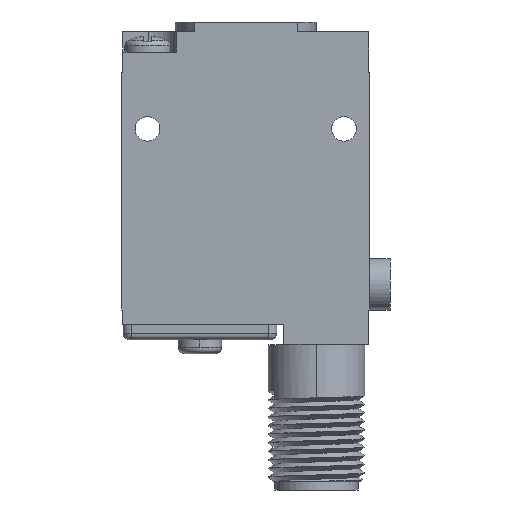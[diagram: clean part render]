
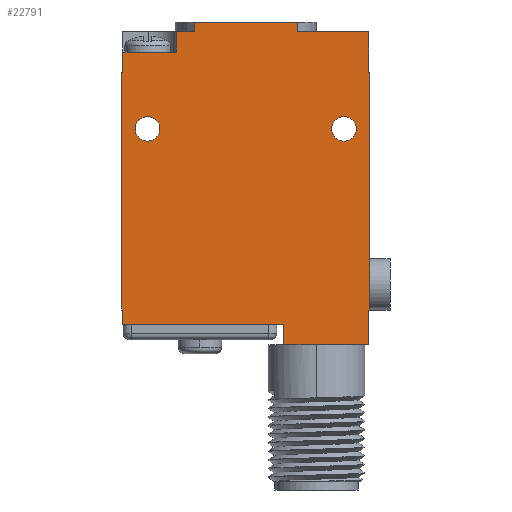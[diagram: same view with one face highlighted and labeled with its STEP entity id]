
A CAD part, left-side view. The second image highlights one B-rep face of the part: STEP entity #22791.
In plain terms, the highlighted planar face has unit normal (-1, 0, 0).
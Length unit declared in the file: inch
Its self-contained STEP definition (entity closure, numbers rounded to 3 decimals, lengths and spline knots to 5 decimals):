
#4635=DIRECTION('',(0.,1.,0.));
#4636=VECTOR('',#4635,0.785);
#4637=CARTESIAN_POINT('',(-0.236,0.42,-1.23));
#4638=LINE('',#4637,#4636);
#4780=DIRECTION('',(0.,0.,-1.));
#4781=VECTOR('',#4780,0.1);
#4782=CARTESIAN_POINT('',(-0.236,0.42,-1.23));
#4783=LINE('',#4782,#4781);
#4784=DIRECTION('',(0.,1.,0.));
#4785=VECTOR('',#4784,0.005);
#4786=CARTESIAN_POINT('',(-0.236,1.205,-1.16));
#4787=LINE('',#4786,#4785);
#4788=DIRECTION('',(0.,0.,1.));
#4789=VECTOR('',#4788,1.16);
#4790=CARTESIAN_POINT('',(-0.236,1.21,-1.16));
#4791=LINE('',#4790,#4789);
#4792=DIRECTION('',(0.,-1.,0.));
#4793=VECTOR('',#4792,0.005);
#4794=CARTESIAN_POINT('',(-0.236,1.21,0.));
#4795=LINE('',#4794,#4793);
#4796=DIRECTION('',(0.,-1.,0.));
#4797=VECTOR('',#4796,0.263);
#4798=CARTESIAN_POINT('',(-0.236,1.205,0.1));
#4799=LINE('',#4798,#4797);
#4800=DIRECTION('',(0.,0.,-1.));
#4801=VECTOR('',#4800,0.1);
#4802=CARTESIAN_POINT('',(-0.236,0.942,0.2));
#4803=LINE('',#4802,#4801);
#4804=DIRECTION('',(0.,0.,1.));
#4805=VECTOR('',#4804,0.047);
#4806=CARTESIAN_POINT('',(-0.236,0.85665,0.2));
#4807=LINE('',#4806,#4805);
#4808=DIRECTION('',(0.,0.,-1.));
#4809=VECTOR('',#4808,0.2);
#4810=CARTESIAN_POINT('',(-0.236,0.005,0.2));
#4811=LINE('',#4810,#4809);
#4812=DIRECTION('',(0.,-1.,0.));
#4813=VECTOR('',#4812,0.005);
#4814=CARTESIAN_POINT('',(-0.236,0.005,0.));
#4815=LINE('',#4814,#4813);
#4816=DIRECTION('',(0.,0.,-1.));
#4817=VECTOR('',#4816,1.16);
#4818=CARTESIAN_POINT('',(-0.236,0.,0.));
#4819=LINE('',#4818,#4817);
#4820=DIRECTION('',(0.,1.,0.));
#4821=VECTOR('',#4820,0.005);
#4822=CARTESIAN_POINT('',(-0.236,0.,-1.16));
#4823=LINE('',#4822,#4821);
#4824=DIRECTION('',(0.,0.,-1.));
#4825=VECTOR('',#4824,0.17);
#4826=CARTESIAN_POINT('',(-0.236,0.005,-1.16));
#4827=LINE('',#4826,#4825);
#4828=CARTESIAN_POINT('',(-0.236,1.085,-0.275));
#4829=DIRECTION('',(1.,0.,0.));
#4830=DIRECTION('',(0.,0.,-1.));
#4831=AXIS2_PLACEMENT_3D('',#4828,#4829,#4830);
#4833=CARTESIAN_POINT('',(-0.236,1.085,-0.275));
#4834=DIRECTION('',(1.,0.,0.));
#4835=DIRECTION('',(0.,0.,1.));
#4836=AXIS2_PLACEMENT_3D('',#4833,#4834,#4835);
#4838=CARTESIAN_POINT('',(-0.236,0.125,-0.275));
#4839=DIRECTION('',(1.,0.,0.));
#4840=DIRECTION('',(0.,0.,-1.));
#4841=AXIS2_PLACEMENT_3D('',#4838,#4839,#4840);
#4843=CARTESIAN_POINT('',(-0.236,0.125,-0.275));
#4844=DIRECTION('',(1.,0.,0.));
#4845=DIRECTION('',(0.,0.,1.));
#4846=AXIS2_PLACEMENT_3D('',#4843,#4844,#4845);
#4853=DIRECTION('',(0.,1.,0.));
#4854=VECTOR('',#4853,0.255);
#4855=CARTESIAN_POINT('',(-0.236,0.005,-1.33));
#4856=LINE('',#4855,#4854);
#8222=DIRECTION('',(0.,1.,0.));
#8223=VECTOR('',#8222,0.34835);
#8224=CARTESIAN_POINT('',(-0.236,0.005,0.2));
#8225=LINE('',#8224,#8223);
#8544=DIRECTION('',(0.,0.,1.));
#8545=VECTOR('',#8544,0.047);
#8546=CARTESIAN_POINT('',(-0.236,0.35335,0.2));
#8547=LINE('',#8546,#8545);
#8557=DIRECTION('',(0.,-1.,0.));
#8558=VECTOR('',#8557,0.50331);
#8559=CARTESIAN_POINT('',(-0.236,0.85665,0.247));
#8560=LINE('',#8559,#8558);
#8612=DIRECTION('',(0.,1.,0.));
#8613=VECTOR('',#8612,0.08535);
#8614=CARTESIAN_POINT('',(-0.236,0.85665,0.2));
#8615=LINE('',#8614,#8613);
#8655=DIRECTION('',(0.,0.,-1.));
#8656=VECTOR('',#8655,0.1);
#8657=CARTESIAN_POINT('',(-0.236,1.205,0.1));
#8658=LINE('',#8657,#8656);
#8675=DIRECTION('',(0.,0.,-1.));
#8676=VECTOR('',#8675,0.07);
#8677=CARTESIAN_POINT('',(-0.236,1.205,-1.16));
#8678=LINE('',#8677,#8676);
#9100=DIRECTION('',(0.,1.,0.));
#9101=VECTOR('',#9100,0.16);
#9102=CARTESIAN_POINT('',(-0.236,0.26,-1.33));
#9103=LINE('',#9102,#9101);
#13560=CARTESIAN_POINT('',(-0.236,0.,0.));
#13561=CARTESIAN_POINT('',(-0.236,0.,-1.16));
#13562=VERTEX_POINT('',#13560);
#13563=VERTEX_POINT('',#13561);
#13564=CARTESIAN_POINT('',(-0.236,1.21,-1.16));
#13565=CARTESIAN_POINT('',(-0.236,1.21,0.));
#13566=VERTEX_POINT('',#13564);
#13567=VERTEX_POINT('',#13565);
#13584=CARTESIAN_POINT('',(-0.236,1.085,-0.335));
#13585=CARTESIAN_POINT('',(-0.236,1.085,-0.215));
#13586=VERTEX_POINT('',#13584);
#13587=VERTEX_POINT('',#13585);
#13588=CARTESIAN_POINT('',(-0.236,0.125,-0.335));
#13589=CARTESIAN_POINT('',(-0.236,0.125,-0.215));
#13590=VERTEX_POINT('',#13588);
#13591=VERTEX_POINT('',#13589);
#13822=CARTESIAN_POINT('',(-0.236,0.85665,0.247));
#13823=CARTESIAN_POINT('',(-0.236,0.35335,0.247));
#13824=VERTEX_POINT('',#13822);
#13825=VERTEX_POINT('',#13823);
#13848=CARTESIAN_POINT('',(-0.236,0.942,0.2));
#13849=VERTEX_POINT('',#13848);
#13850=CARTESIAN_POINT('',(-0.236,0.942,0.1));
#13851=VERTEX_POINT('',#13850);
#13860=CARTESIAN_POINT('',(-0.236,0.005,0.2));
#13861=VERTEX_POINT('',#13860);
#13878=CARTESIAN_POINT('',(-0.236,1.205,0.1));
#13879=VERTEX_POINT('',#13878);
#13883=CARTESIAN_POINT('',(-0.236,0.85665,0.2));
#13885=VERTEX_POINT('',#13883);
#13886=CARTESIAN_POINT('',(-0.236,0.35335,0.2));
#13888=VERTEX_POINT('',#13886);
#13946=CARTESIAN_POINT('',(-0.236,1.205,0.));
#13948=VERTEX_POINT('',#13946);
#13950=CARTESIAN_POINT('',(-0.236,0.005,0.));
#13952=VERTEX_POINT('',#13950);
#14148=CARTESIAN_POINT('',(-0.236,1.205,-1.23));
#14150=VERTEX_POINT('',#14148);
#14215=CARTESIAN_POINT('',(-0.236,0.005,-1.33));
#14217=VERTEX_POINT('',#14215);
#14220=CARTESIAN_POINT('',(-0.236,0.42,-1.23));
#14221=VERTEX_POINT('',#14220);
#14222=CARTESIAN_POINT('',(-0.236,0.42,-1.33));
#14223=VERTEX_POINT('',#14222);
#15696=CARTESIAN_POINT('',(-0.236,0.005,-1.16));
#15698=VERTEX_POINT('',#15696);
#15700=CARTESIAN_POINT('',(-0.236,1.205,-1.16));
#15702=VERTEX_POINT('',#15700);
#15817=CARTESIAN_POINT('',(-0.236,0.26,-1.33));
#15819=VERTEX_POINT('',#15817);
#22732=CARTESIAN_POINT('',(-0.236,0.,0.));
#22733=DIRECTION('',(1.,0.,0.));
#22734=DIRECTION('',(0.,0.,-1.));
#22735=AXIS2_PLACEMENT_3D('',#22732,#22733,#22734);
#22736=PLANE('',#22735);
#22738=ORIENTED_EDGE('',*,*,#22737,.T.);
#22740=ORIENTED_EDGE('',*,*,#22739,.T.);
#22741=ORIENTED_EDGE('',*,*,#22725,.F.);
#22742=ORIENTED_EDGE('',*,*,#22643,.T.);
#22744=ORIENTED_EDGE('',*,*,#22743,.F.);
#22746=ORIENTED_EDGE('',*,*,#22745,.T.);
#22748=ORIENTED_EDGE('',*,*,#22747,.T.);
#22750=ORIENTED_EDGE('',*,*,#22749,.T.);
#22752=ORIENTED_EDGE('',*,*,#22751,.F.);
#22754=ORIENTED_EDGE('',*,*,#22753,.T.);
#22756=ORIENTED_EDGE('',*,*,#22755,.F.);
#22758=ORIENTED_EDGE('',*,*,#22757,.F.);
#22760=ORIENTED_EDGE('',*,*,#22759,.T.);
#22762=ORIENTED_EDGE('',*,*,#22761,.T.);
#22764=ORIENTED_EDGE('',*,*,#22763,.F.);
#22766=ORIENTED_EDGE('',*,*,#22765,.F.);
#22768=ORIENTED_EDGE('',*,*,#22767,.T.);
#22770=ORIENTED_EDGE('',*,*,#22769,.T.);
#22772=ORIENTED_EDGE('',*,*,#22771,.T.);
#22774=ORIENTED_EDGE('',*,*,#22773,.T.);
#22776=ORIENTED_EDGE('',*,*,#22775,.T.);
#22777=EDGE_LOOP('',(#22738,#22740,#22741,#22742,#22744,#22746,#22748,#22750,
#22752,#22754,#22756,#22758,#22760,#22762,#22764,#22766,#22768,#22770,#22772,
#22774,#22776));
#22778=FACE_OUTER_BOUND('',#22777,.F.);
#22780=ORIENTED_EDGE('',*,*,#22779,.F.);
#22782=ORIENTED_EDGE('',*,*,#22781,.F.);
#22783=EDGE_LOOP('',(#22780,#22782));
#22784=FACE_BOUND('',#22783,.F.);
#22786=ORIENTED_EDGE('',*,*,#22785,.F.);
#22788=ORIENTED_EDGE('',*,*,#22787,.F.);
#22789=EDGE_LOOP('',(#22786,#22788));
#22790=FACE_BOUND('',#22789,.F.);
#22791=ADVANCED_FACE('',(#22778,#22784,#22790),#22736,.F.);
#4832=CIRCLE('',#4831,0.06);
#4837=CIRCLE('',#4836,0.06);
#4842=CIRCLE('',#4841,0.06);
#4847=CIRCLE('',#4846,0.06);
#22643=EDGE_CURVE('',#14221,#14150,#4638,.T.);
#22725=EDGE_CURVE('',#14221,#14223,#4783,.T.);
#22737=EDGE_CURVE('',#14217,#15819,#4856,.T.);
#22739=EDGE_CURVE('',#15819,#14223,#9103,.T.);
#22743=EDGE_CURVE('',#15702,#14150,#8678,.T.);
#22745=EDGE_CURVE('',#15702,#13566,#4787,.T.);
#22747=EDGE_CURVE('',#13566,#13567,#4791,.T.);
#22749=EDGE_CURVE('',#13567,#13948,#4795,.T.);
#22751=EDGE_CURVE('',#13879,#13948,#8658,.T.);
#22753=EDGE_CURVE('',#13879,#13851,#4799,.T.);
#22755=EDGE_CURVE('',#13849,#13851,#4803,.T.);
#22757=EDGE_CURVE('',#13885,#13849,#8615,.T.);
#22759=EDGE_CURVE('',#13885,#13824,#4807,.T.);
#22761=EDGE_CURVE('',#13824,#13825,#8560,.T.);
#22763=EDGE_CURVE('',#13888,#13825,#8547,.T.);
#22765=EDGE_CURVE('',#13861,#13888,#8225,.T.);
#22767=EDGE_CURVE('',#13861,#13952,#4811,.T.);
#22769=EDGE_CURVE('',#13952,#13562,#4815,.T.);
#22771=EDGE_CURVE('',#13562,#13563,#4819,.T.);
#22773=EDGE_CURVE('',#13563,#15698,#4823,.T.);
#22775=EDGE_CURVE('',#15698,#14217,#4827,.T.);
#22779=EDGE_CURVE('',#13586,#13587,#4832,.T.);
#22781=EDGE_CURVE('',#13587,#13586,#4837,.T.);
#22785=EDGE_CURVE('',#13590,#13591,#4842,.T.);
#22787=EDGE_CURVE('',#13591,#13590,#4847,.T.);
